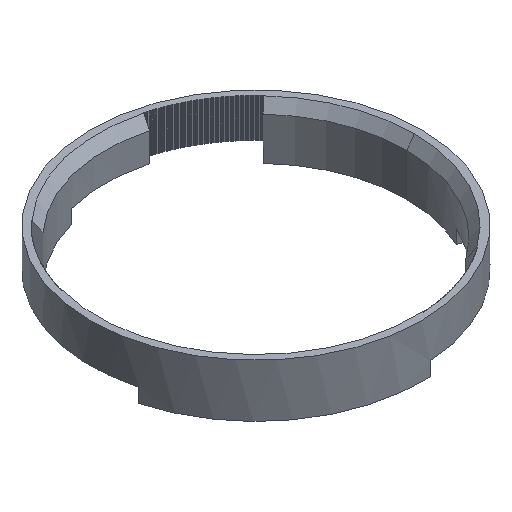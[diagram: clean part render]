
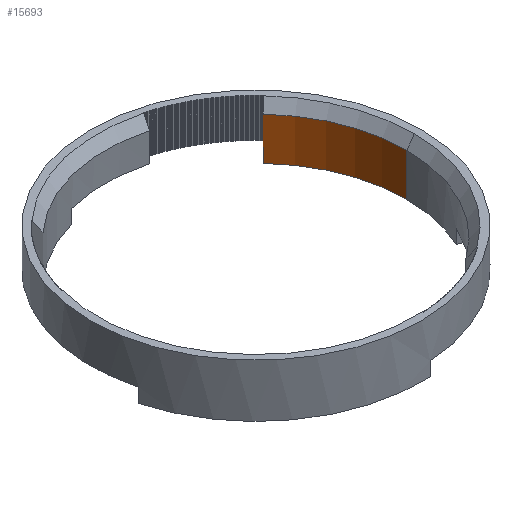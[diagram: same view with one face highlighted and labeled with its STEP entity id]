
A CAD part, isometric view. The second image highlights one B-rep face of the part: STEP entity #15693.
In plain terms, the highlighted cylindrical face has radius 22.75 mm (diameter 45.5 mm), a partial arc.
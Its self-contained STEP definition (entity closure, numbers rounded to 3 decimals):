
#96 = PLANE('',#97);
#97 = AXIS2_PLACEMENT_3D('',#98,#99,#100);
#98 = CARTESIAN_POINT('',(0.,0.,0.));
#99 = DIRECTION('',(0.,0.,1.));
#100 = DIRECTION('',(1.,0.,0.));
#123 = PLANE('',#124);
#124 = AXIS2_PLACEMENT_3D('',#125,#126,#127);
#125 = CARTESIAN_POINT('',(14.627,13.64,-0.2));
#126 = DIRECTION('',(-0.682,0.731,0.));
#127 = DIRECTION('',(0.731,0.682,0.));
#151 = PLANE('',#152);
#152 = AXIS2_PLACEMENT_3D('',#153,#154,#155);
#153 = CARTESIAN_POINT('',(5.878,20.498,2.1));
#154 = DIRECTION('',(0.,0.,1.));
#155 = DIRECTION('',(1.,0.,0.));
#437 = VERTEX_POINT('',#438);
#438 = CARTESIAN_POINT('',(16.638,15.515,0.));
#457 = EDGE_CURVE('',#458,#437,#460,.T.);
#458 = VERTEX_POINT('',#459);
#459 = CARTESIAN_POINT('',(22.75,0.,0.));
#460 = SURFACE_CURVE('',#461,(#466,#473),.PCURVE_S1.);
#461 = CIRCLE('',#462,22.75);
#462 = AXIS2_PLACEMENT_3D('',#463,#464,#465);
#463 = CARTESIAN_POINT('',(0.,0.,0.));
#464 = DIRECTION('',(0.,0.,1.));
#465 = DIRECTION('',(1.,0.,-0.));
#466 = PCURVE('',#96,#467);
#467 = DEFINITIONAL_REPRESENTATION('',(#468),#472);
#468 = CIRCLE('',#469,22.75);
#469 = AXIS2_PLACEMENT_2D('',#470,#471);
#470 = CARTESIAN_POINT('',(0.,0.));
#471 = DIRECTION('',(1.,0.));
#472 = ( GEOMETRIC_REPRESENTATION_CONTEXT(2) 
PARAMETRIC_REPRESENTATION_CONTEXT() REPRESENTATION_CONTEXT('2D SPACE',''
  ) );
#473 = PCURVE('',#474,#479);
#474 = CYLINDRICAL_SURFACE('',#475,22.75);
#475 = AXIS2_PLACEMENT_3D('',#476,#477,#478);
#476 = CARTESIAN_POINT('',(0.,0.,-1.));
#477 = DIRECTION('',(0.,0.,1.));
#478 = DIRECTION('',(1.,0.,0.));
#479 = DEFINITIONAL_REPRESENTATION('',(#480),#484);
#480 = LINE('',#481,#482);
#481 = CARTESIAN_POINT('',(0.,1.));
#482 = VECTOR('',#483,1.);
#483 = DIRECTION('',(1.,0.));
#484 = ( GEOMETRIC_REPRESENTATION_CONTEXT(2) 
PARAMETRIC_REPRESENTATION_CONTEXT() REPRESENTATION_CONTEXT('2D SPACE',''
  ) );
#503 = CYLINDRICAL_SURFACE('',#504,22.75);
#504 = AXIS2_PLACEMENT_3D('',#505,#506,#507);
#505 = CARTESIAN_POINT('',(0.,0.,-1.));
#506 = DIRECTION('',(0.,0.,1.));
#507 = DIRECTION('',(1.,0.,0.));
#8979 = VERTEX_POINT('',#8980);
#8980 = CARTESIAN_POINT('',(16.638,15.515,2.1));
#8993 = PLANE('',#8994);
#8994 = AXIS2_PLACEMENT_3D('',#8995,#8996,#8997);
#8995 = CARTESIAN_POINT('',(14.627,13.64,-0.2));
#8996 = DIRECTION('',(-0.682,0.731,0.));
#8997 = DIRECTION('',(0.731,0.682,0.));
#9004 = EDGE_CURVE('',#9005,#8979,#9007,.T.);
#9005 = VERTEX_POINT('',#9006);
#9006 = CARTESIAN_POINT('',(16.638,15.515,2.1));
#9007 = SURFACE_CURVE('',#9008,(#9013,#9020),.PCURVE_S1.);
#9008 = CIRCLE('',#9009,22.75);
#9009 = AXIS2_PLACEMENT_3D('',#9010,#9011,#9012);
#9010 = CARTESIAN_POINT('',(0.,0.,2.1));
#9011 = DIRECTION('',(0.,0.,1.));
#9012 = DIRECTION('',(1.,0.,0.));
#9013 = PCURVE('',#151,#9014);
#9014 = DEFINITIONAL_REPRESENTATION('',(#9015),#9019);
#9015 = CIRCLE('',#9016,22.75);
#9016 = AXIS2_PLACEMENT_2D('',#9017,#9018);
#9017 = CARTESIAN_POINT('',(-5.878,-20.498));
#9018 = DIRECTION('',(1.,0.));
#9019 = ( GEOMETRIC_REPRESENTATION_CONTEXT(2) 
PARAMETRIC_REPRESENTATION_CONTEXT() REPRESENTATION_CONTEXT('2D SPACE',''
  ) );
#9020 = PCURVE('',#474,#9021);
#9021 = DEFINITIONAL_REPRESENTATION('',(#9022),#9026);
#9022 = LINE('',#9023,#9024);
#9023 = CARTESIAN_POINT('',(0.,3.1));
#9024 = VECTOR('',#9025,1.);
#9025 = DIRECTION('',(1.,0.));
#9026 = ( GEOMETRIC_REPRESENTATION_CONTEXT(2) 
PARAMETRIC_REPRESENTATION_CONTEXT() REPRESENTATION_CONTEXT('2D SPACE',''
  ) );
#9053 = EDGE_CURVE('',#437,#9005,#9054,.T.);
#9054 = SURFACE_CURVE('',#9055,(#9059,#9065),.PCURVE_S1.);
#9055 = LINE('',#9056,#9057);
#9056 = CARTESIAN_POINT('',(16.638,15.515,-1.));
#9057 = VECTOR('',#9058,1.);
#9058 = DIRECTION('',(0.,0.,1.));
#9059 = PCURVE('',#123,#9060);
#9060 = DEFINITIONAL_REPRESENTATION('',(#9061),#9064);
#9061 = B_SPLINE_CURVE_WITH_KNOTS('',1,(#9062,#9063),.UNSPECIFIED.,.F.,
  .F.,(2,2),(0.57,3.33),.PIECEWISE_BEZIER_KNOTS.);
#9062 = CARTESIAN_POINT('',(2.75,0.23));
#9063 = CARTESIAN_POINT('',(2.75,-2.53));
#9064 = ( GEOMETRIC_REPRESENTATION_CONTEXT(2) 
PARAMETRIC_REPRESENTATION_CONTEXT() REPRESENTATION_CONTEXT('2D SPACE',''
  ) );
#9065 = PCURVE('',#474,#9066);
#9066 = DEFINITIONAL_REPRESENTATION('',(#9067),#9070);
#9067 = B_SPLINE_CURVE_WITH_KNOTS('',1,(#9068,#9069),.UNSPECIFIED.,.F.,
  .F.,(2,2),(0.57,3.33),.PIECEWISE_BEZIER_KNOTS.);
#9068 = CARTESIAN_POINT('',(0.75,0.57));
#9069 = CARTESIAN_POINT('',(0.75,3.33));
#9070 = ( GEOMETRIC_REPRESENTATION_CONTEXT(2) 
PARAMETRIC_REPRESENTATION_CONTEXT() REPRESENTATION_CONTEXT('2D SPACE',''
  ) );
#9141 = CONICAL_SURFACE('',#9142,22.5,0.644);
#9142 = AXIS2_PLACEMENT_3D('',#9143,#9144,#9145);
#9143 = CARTESIAN_POINT('',(0.,0.,6.099));
#9144 = DIRECTION('',(0.,0.,1.));
#9145 = DIRECTION('',(1.,0.,0.));
#15625 = EDGE_CURVE('',#458,#15626,#15628,.T.);
#15626 = VERTEX_POINT('',#15627);
#15627 = CARTESIAN_POINT('',(22.75,0.,6.432));
#15628 = SURFACE_CURVE('',#15629,(#15633,#15640),.PCURVE_S1.);
#15629 = LINE('',#15630,#15631);
#15630 = CARTESIAN_POINT('',(22.75,0.,-1.));
#15631 = VECTOR('',#15632,1.);
#15632 = DIRECTION('',(0.,0.,1.));
#15633 = PCURVE('',#503,#15634);
#15634 = DEFINITIONAL_REPRESENTATION('',(#15635),#15639);
#15635 = LINE('',#15636,#15637);
#15636 = CARTESIAN_POINT('',(6.283,-0.));
#15637 = VECTOR('',#15638,1.);
#15638 = DIRECTION('',(0.,1.));
#15639 = ( GEOMETRIC_REPRESENTATION_CONTEXT(2) 
PARAMETRIC_REPRESENTATION_CONTEXT() REPRESENTATION_CONTEXT('2D SPACE',''
  ) );
#15640 = PCURVE('',#474,#15641);
#15641 = DEFINITIONAL_REPRESENTATION('',(#15642),#15646);
#15642 = LINE('',#15643,#15644);
#15643 = CARTESIAN_POINT('',(0.,-0.));
#15644 = VECTOR('',#15645,1.);
#15645 = DIRECTION('',(0.,1.));
#15646 = ( GEOMETRIC_REPRESENTATION_CONTEXT(2) 
PARAMETRIC_REPRESENTATION_CONTEXT() REPRESENTATION_CONTEXT('2D SPACE',''
  ) );
#15693 = ADVANCED_FACE('',(#15694),#474,.F.);
#15694 = FACE_BOUND('',#15695,.F.);
#15695 = EDGE_LOOP('',(#15696,#15720,#15721,#15722,#15723,#15724));
#15696 = ORIENTED_EDGE('',*,*,#15697,.F.);
#15697 = EDGE_CURVE('',#15626,#15698,#15700,.T.);
#15698 = VERTEX_POINT('',#15699);
#15699 = CARTESIAN_POINT('',(16.638,15.515,
    6.432));
#15700 = SURFACE_CURVE('',#15701,(#15706,#15713),.PCURVE_S1.);
#15701 = CIRCLE('',#15702,22.75);
#15702 = AXIS2_PLACEMENT_3D('',#15703,#15704,#15705);
#15703 = CARTESIAN_POINT('',(0.,0.,6.432));
#15704 = DIRECTION('',(-0.,0.,1.));
#15705 = DIRECTION('',(0.,-1.,0.));
#15706 = PCURVE('',#474,#15707);
#15707 = DEFINITIONAL_REPRESENTATION('',(#15708),#15712);
#15708 = LINE('',#15709,#15710);
#15709 = CARTESIAN_POINT('',(-1.571,7.432));
#15710 = VECTOR('',#15711,1.);
#15711 = DIRECTION('',(1.,0.));
#15712 = ( GEOMETRIC_REPRESENTATION_CONTEXT(2) 
PARAMETRIC_REPRESENTATION_CONTEXT() REPRESENTATION_CONTEXT('2D SPACE',''
  ) );
#15713 = PCURVE('',#9141,#15714);
#15714 = DEFINITIONAL_REPRESENTATION('',(#15715),#15719);
#15715 = LINE('',#15716,#15717);
#15716 = CARTESIAN_POINT('',(-1.571,0.333));
#15717 = VECTOR('',#15718,1.);
#15718 = DIRECTION('',(1.,0.));
#15719 = ( GEOMETRIC_REPRESENTATION_CONTEXT(2) 
PARAMETRIC_REPRESENTATION_CONTEXT() REPRESENTATION_CONTEXT('2D SPACE',''
  ) );
#15720 = ORIENTED_EDGE('',*,*,#15625,.F.);
#15721 = ORIENTED_EDGE('',*,*,#457,.T.);
#15722 = ORIENTED_EDGE('',*,*,#9053,.T.);
#15723 = ORIENTED_EDGE('',*,*,#9004,.T.);
#15724 = ORIENTED_EDGE('',*,*,#15725,.T.);
#15725 = EDGE_CURVE('',#8979,#15698,#15726,.T.);
#15726 = SURFACE_CURVE('',#15727,(#15731,#15737),.PCURVE_S1.);
#15727 = LINE('',#15728,#15729);
#15728 = CARTESIAN_POINT('',(16.638,15.515,-1.));
#15729 = VECTOR('',#15730,1.);
#15730 = DIRECTION('',(0.,0.,1.));
#15731 = PCURVE('',#474,#15732);
#15732 = DEFINITIONAL_REPRESENTATION('',(#15733),#15736);
#15733 = B_SPLINE_CURVE_WITH_KNOTS('',1,(#15734,#15735),.UNSPECIFIED.,
  .F.,.F.,(2,2),(0.,10.),
  .PIECEWISE_BEZIER_KNOTS.);
#15734 = CARTESIAN_POINT('',(0.75,0.));
#15735 = CARTESIAN_POINT('',(0.75,10.));
#15736 = ( GEOMETRIC_REPRESENTATION_CONTEXT(2) 
PARAMETRIC_REPRESENTATION_CONTEXT() REPRESENTATION_CONTEXT('2D SPACE',''
  ) );
#15737 = PCURVE('',#8993,#15738);
#15738 = DEFINITIONAL_REPRESENTATION('',(#15739),#15742);
#15739 = B_SPLINE_CURVE_WITH_KNOTS('',1,(#15740,#15741),.UNSPECIFIED.,
  .F.,.F.,(2,2),(0.,10.),
  .PIECEWISE_BEZIER_KNOTS.);
#15740 = CARTESIAN_POINT('',(2.75,0.8));
#15741 = CARTESIAN_POINT('',(2.75,-9.2));
#15742 = ( GEOMETRIC_REPRESENTATION_CONTEXT(2) 
PARAMETRIC_REPRESENTATION_CONTEXT() REPRESENTATION_CONTEXT('2D SPACE',''
  ) );
